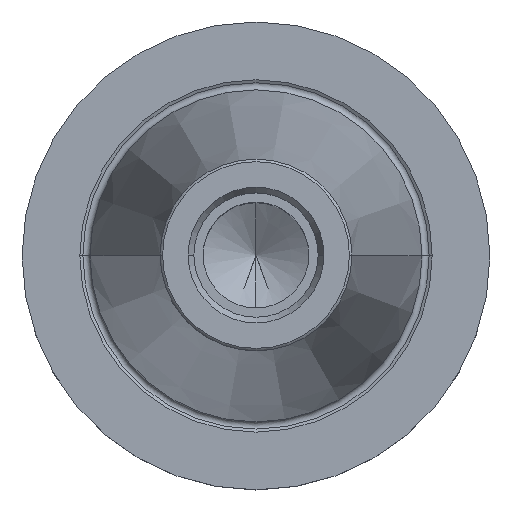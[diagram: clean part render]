
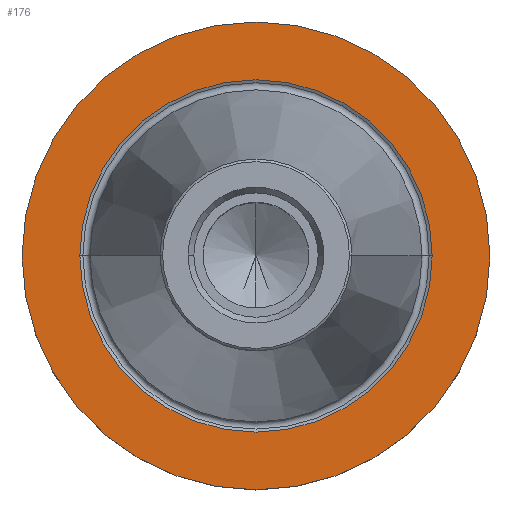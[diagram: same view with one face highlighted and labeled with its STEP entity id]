
A CAD part, top view. The second image highlights one B-rep face of the part: STEP entity #176.
In plain terms, the highlighted planar face has unit normal (0, 0, 1).
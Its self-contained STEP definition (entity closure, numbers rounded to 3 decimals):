
#47=PLANE('',#1500);
#62=FACE_BOUND('',#369,.T.);
#63=FACE_BOUND('',#370,.T.);
#176=ADVANCED_FACE('',(#62,#63),#47,.F.);
#369=EDGE_LOOP('',(#606,#607));
#370=EDGE_LOOP('',(#608,#609));
#606=ORIENTED_EDGE('',*,*,#959,.F.);
#607=ORIENTED_EDGE('',*,*,#958,.F.);
#608=ORIENTED_EDGE('',*,*,#960,.F.);
#609=ORIENTED_EDGE('',*,*,#961,.F.);
#816=VERTEX_POINT('',#2299);
#817=VERTEX_POINT('',#2301);
#818=VERTEX_POINT('',#2306);
#819=VERTEX_POINT('',#2307);
#958=EDGE_CURVE('',#817,#816,#1107,.T.);
#959=EDGE_CURVE('',#816,#817,#1108,.T.);
#960=EDGE_CURVE('',#818,#819,#1109,.T.);
#961=EDGE_CURVE('',#819,#818,#1110,.T.);
#1107=CIRCLE('',#1495,49.213);
#1108=CIRCLE('',#1497,49.213);
#1109=CIRCLE('',#1498,37.059);
#1110=CIRCLE('',#1499,37.059);
#1495=AXIS2_PLACEMENT_3D('',#2302,#1875,#1876);
#1497=AXIS2_PLACEMENT_3D('',#2304,#1879,#1880);
#1498=AXIS2_PLACEMENT_3D('',#2305,#1881,#1882);
#1499=AXIS2_PLACEMENT_3D('',#2308,#1883,#1884);
#1500=AXIS2_PLACEMENT_3D('',#2309,#1885,#1886);
#1875=DIRECTION('',(0.,0.,-1.));
#1876=DIRECTION('',(-1.,0.,0.));
#1879=DIRECTION('',(0.,0.,-1.));
#1880=DIRECTION('',(1.,0.,0.));
#1881=DIRECTION('',(0.,0.,1.));
#1882=DIRECTION('',(1.,0.,0.));
#1883=DIRECTION('',(0.,0.,1.));
#1884=DIRECTION('',(-1.,0.,0.));
#1885=DIRECTION('',(0.,0.,-1.));
#1886=DIRECTION('',(-1.,0.,0.));
#2299=CARTESIAN_POINT('',(49.213,0.,-3.175));
#2301=CARTESIAN_POINT('',(-49.213,0.,-3.175));
#2302=CARTESIAN_POINT('',(0.,0.,-3.175));
#2304=CARTESIAN_POINT('',(0.,0.,-3.175));
#2305=CARTESIAN_POINT('',(0.,0.,-3.175));
#2306=CARTESIAN_POINT('',(37.059,0.,-3.175));
#2307=CARTESIAN_POINT('',(-37.059,0.,-3.175));
#2308=CARTESIAN_POINT('',(0.,0.,-3.175));
#2309=CARTESIAN_POINT('',(0.,0.,-3.175));
